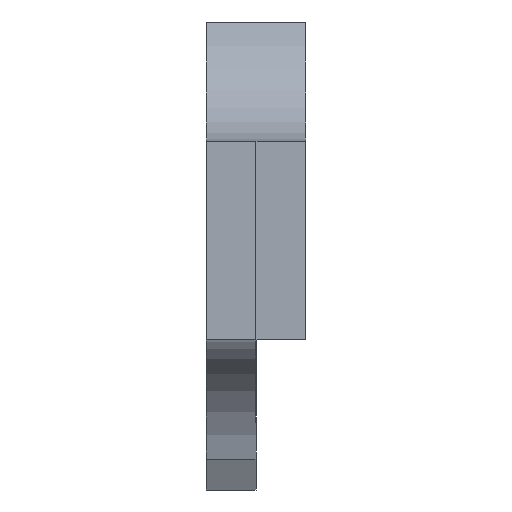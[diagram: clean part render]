
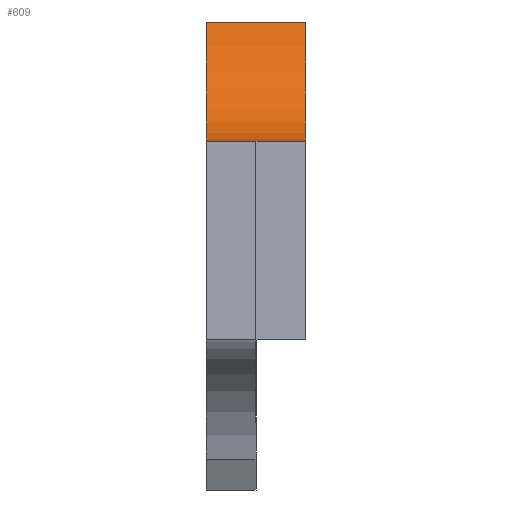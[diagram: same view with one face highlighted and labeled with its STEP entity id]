
A CAD part, left-side view. The second image highlights one B-rep face of the part: STEP entity #609.
In plain terms, the highlighted cylindrical face has radius 15 mm (diameter 30 mm), a partial arc.
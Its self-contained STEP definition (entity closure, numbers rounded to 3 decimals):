
#2 = CARTESIAN_POINT ( 'NONE',  ( -36.697, 10., 4.8 ) ) ;
#11 = EDGE_CURVE ( 'NONE', #167, #552, #248, .T. ) ;
#32 = AXIS2_PLACEMENT_3D ( 'NONE', #1473, #1488, #566 ) ;
#77 = EDGE_LOOP ( 'NONE', ( #1173, #1323, #1683, #1168 ) ) ;
#122 = DIRECTION ( 'NONE',  ( 0., 1., 0. ) ) ;
#167 = VERTEX_POINT ( 'NONE', #1265 ) ;
#225 = DIRECTION ( 'NONE',  ( 0., -1., 0. ) ) ;
#248 = LINE ( 'NONE', #2, #1242 ) ;
#260 = CYLINDRICAL_SURFACE ( 'NONE', #682, 15. ) ;
#266 = DIRECTION ( 'NONE',  ( 0., 1., 0. ) ) ;
#275 = VERTEX_POINT ( 'NONE', #300 ) ;
#300 = CARTESIAN_POINT ( 'NONE',  ( -22., 10., 16.8 ) ) ;
#318 = EDGE_CURVE ( 'NONE', #1404, #167, #561, .T. ) ;
#333 = VECTOR ( 'NONE', #225, 1000. ) ;
#501 = CARTESIAN_POINT ( 'NONE',  ( -36.697, 10., 19.8 ) ) ;
#506 = CARTESIAN_POINT ( 'NONE',  ( -36.697, 10., 4.8 ) ) ;
#552 = VERTEX_POINT ( 'NONE', #506 ) ;
#561 = CIRCLE ( 'NONE', #32, 15. ) ;
#566 = DIRECTION ( 'NONE',  ( 0., 0., 1. ) ) ;
#581 = EDGE_CURVE ( 'NONE', #275, #1404, #1274, .T. ) ;
#609 = ADVANCED_FACE ( 'NONE', ( #1679 ), #260, .F. ) ;
#611 = CARTESIAN_POINT ( 'NONE',  ( -22., 0., 16.8 ) ) ;
#654 = CARTESIAN_POINT ( 'NONE',  ( -36.697, 10., 19.8 ) ) ;
#682 = AXIS2_PLACEMENT_3D ( 'NONE', #654, #122, #1170 ) ;
#813 = EDGE_CURVE ( 'NONE', #552, #275, #821, .T. ) ;
#821 = CIRCLE ( 'NONE', #1064, 15. ) ;
#890 = DIRECTION ( 'NONE',  ( 0., -1., 0. ) ) ;
#1015 = DIRECTION ( 'NONE',  ( 0., 0., 1. ) ) ;
#1064 = AXIS2_PLACEMENT_3D ( 'NONE', #501, #890, #1015 ) ;
#1139 = CARTESIAN_POINT ( 'NONE',  ( -22., 10., 16.8 ) ) ;
#1168 = ORIENTED_EDGE ( 'NONE', *, *, #581, .F. ) ;
#1170 = DIRECTION ( 'NONE',  ( 0., 0., 1. ) ) ;
#1173 = ORIENTED_EDGE ( 'NONE', *, *, #813, .F. ) ;
#1242 = VECTOR ( 'NONE', #266, 1000. ) ;
#1265 = CARTESIAN_POINT ( 'NONE',  ( -36.697, 0., 4.8 ) ) ;
#1274 = LINE ( 'NONE', #1139, #333 ) ;
#1323 = ORIENTED_EDGE ( 'NONE', *, *, #11, .F. ) ;
#1404 = VERTEX_POINT ( 'NONE', #611 ) ;
#1473 = CARTESIAN_POINT ( 'NONE',  ( -36.697, 0., 19.8 ) ) ;
#1488 = DIRECTION ( 'NONE',  ( 0., 1., 0. ) ) ;
#1679 = FACE_OUTER_BOUND ( 'NONE', #77, .T. ) ;
#1683 = ORIENTED_EDGE ( 'NONE', *, *, #318, .F. ) ;
